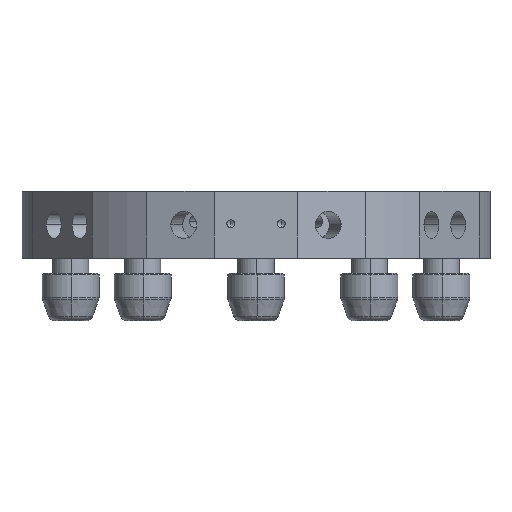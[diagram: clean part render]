
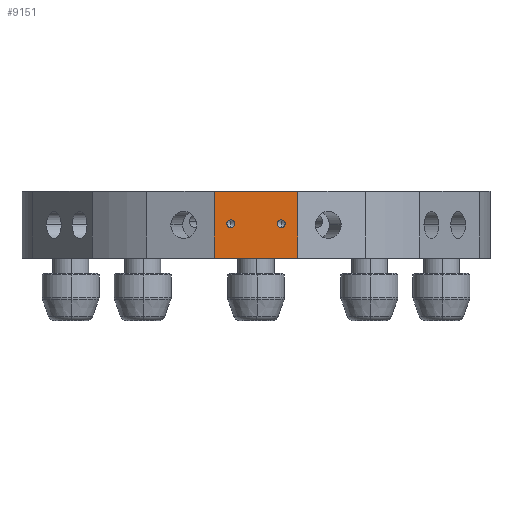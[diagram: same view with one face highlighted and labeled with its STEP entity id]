
A CAD part, left-side view. The second image highlights one B-rep face of the part: STEP entity #9151.
In plain terms, the highlighted planar face has unit normal (-1, 0, 0).
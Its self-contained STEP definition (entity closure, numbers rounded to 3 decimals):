
#269 = DIRECTION ( 'NONE',  ( 1., 0., 0. ) ) ;
#271 = CARTESIAN_POINT ( 'NONE',  ( -73.5, 35.008, 213.189 ) ) ;
#273 = PLANE ( 'NONE',  #16629 ) ;
#274 = DIRECTION ( 'NONE',  ( 0., 0., -1. ) ) ;
#1264 = CARTESIAN_POINT ( 'NONE',  ( -73.5, 8., 11.43 ) ) ;
#1276 = CARTESIAN_POINT ( 'NONE',  ( -73.5, -8., 11.43 ) ) ;
#2022 = VERTEX_POINT ( 'NONE', #9877 ) ;
#2400 = VERTEX_POINT ( 'NONE', #11121 ) ;
#2404 = VERTEX_POINT ( 'NONE', #11124 ) ;
#2425 = VERTEX_POINT ( 'NONE', #11143 ) ;
#2444 = VERTEX_POINT ( 'NONE', #11160 ) ;
#2447 = VERTEX_POINT ( 'NONE', #11163 ) ;
#4009 = EDGE_CURVE ( 'NONE', #17036, #2444, #17263, .T. ) ;
#4016 = EDGE_CURVE ( 'NONE', #17048, #2425, #17274, .T. ) ;
#6390 = ORIENTED_EDGE ( 'NONE', *, *, #7802, .T. ) ;
#6391 = ORIENTED_EDGE ( 'NONE', *, *, #4009, .T. ) ;
#6392 = ORIENTED_EDGE ( 'NONE', *, *, #7803, .T. ) ;
#6393 = ORIENTED_EDGE ( 'NONE', *, *, #4016, .T. ) ;
#6394 = ORIENTED_EDGE ( 'NONE', *, *, #7804, .F. ) ;
#6395 = ORIENTED_EDGE ( 'NONE', *, *, #7805, .T. ) ;
#6396 = ORIENTED_EDGE ( 'NONE', *, *, #7806, .T. ) ;
#6397 = ORIENTED_EDGE ( 'NONE', *, *, #7807, .T. ) ;
#7348 = EDGE_LOOP ( 'NONE', ( #6392, #6393 ) ) ;
#7401 = EDGE_LOOP ( 'NONE', ( #6394, #6395, #6396, #6397 ) ) ;
#7404 = EDGE_LOOP ( 'NONE', ( #6390, #6391 ) ) ;
#7802 = EDGE_CURVE ( 'NONE', #2444, #17036, #17615, .T. ) ;
#7803 = EDGE_CURVE ( 'NONE', #2425, #17048, #17616, .T. ) ;
#7804 = EDGE_CURVE ( 'NONE', #2404, #2022, #17617, .T. ) ;
#7805 = EDGE_CURVE ( 'NONE', #2404, #2400, #17618, .T. ) ;
#7806 = EDGE_CURVE ( 'NONE', #2400, #2447, #17610, .T. ) ;
#7807 = EDGE_CURVE ( 'NONE', #2447, #2022, #17622, .T. ) ;
#9151 = ADVANCED_FACE ( 'NONE', ( #17899, #17903, #17886 ), #273, .F. ) ;
#9877 = CARTESIAN_POINT ( 'NONE',  ( -73.5, 13.259, 21.1 ) ) ;
#11121 = CARTESIAN_POINT ( 'NONE',  ( -73.5, -13.259, 0.1 ) ) ;
#11124 = CARTESIAN_POINT ( 'NONE',  ( -73.5, 13.259, 0.1 ) ) ;
#11143 = CARTESIAN_POINT ( 'NONE',  ( -73.5, -8., 8.971 ) ) ;
#11160 = CARTESIAN_POINT ( 'NONE',  ( -73.5, 8., 8.971 ) ) ;
#11163 = CARTESIAN_POINT ( 'NONE',  ( -73.5, -13.259, 21.1 ) ) ;
#16359 = AXIS2_PLACEMENT_3D ( 'NONE', #18610, #18611, #18612 ) ;
#16362 = AXIS2_PLACEMENT_3D ( 'NONE', #18627, #18628, #18629 ) ;
#16497 = AXIS2_PLACEMENT_3D ( 'NONE', #19901, #19902, #19903 ) ;
#16498 = AXIS2_PLACEMENT_3D ( 'NONE', #19906, #19907, #19908 ) ;
#16629 = AXIS2_PLACEMENT_3D ( 'NONE', #271, #269, #274 ) ;
#17036 = VERTEX_POINT ( 'NONE', #1264 ) ;
#17048 = VERTEX_POINT ( 'NONE', #1276 ) ;
#17263 = CIRCLE ( 'NONE', #16359, 1.229 ) ;
#17274 = CIRCLE ( 'NONE', #16362, 1.229 ) ;
#17610 = LINE ( 'NONE', #19905, #17623 ) ;
#17615 = CIRCLE ( 'NONE', #16497, 1.229 ) ;
#17616 = CIRCLE ( 'NONE', #16498, 1.229 ) ;
#17617 = LINE ( 'NONE', #19899, #17619 ) ;
#17618 = LINE ( 'NONE', #19909, #17621 ) ;
#17619 = VECTOR ( 'NONE', #19900, 1000. ) ;
#17621 = VECTOR ( 'NONE', #19911, 1000. ) ;
#17622 = LINE ( 'NONE', #19913, #17625 ) ;
#17623 = VECTOR ( 'NONE', #19912, 1000. ) ;
#17625 = VECTOR ( 'NONE', #19914, 1000. ) ;
#17886 = FACE_OUTER_BOUND ( 'NONE', #7401, .T. ) ;
#17899 = FACE_BOUND ( 'NONE', #7404, .T. ) ;
#17903 = FACE_BOUND ( 'NONE', #7348, .T. ) ;
#18610 = CARTESIAN_POINT ( 'NONE',  ( -73.5, 8., 10.2 ) ) ;
#18611 = DIRECTION ( 'NONE',  ( 1., 0., 0. ) ) ;
#18612 = DIRECTION ( 'NONE',  ( 0., 0., -1. ) ) ;
#18627 = CARTESIAN_POINT ( 'NONE',  ( -73.5, -8., 10.2 ) ) ;
#18628 = DIRECTION ( 'NONE',  ( 1., 0., 0. ) ) ;
#18629 = DIRECTION ( 'NONE',  ( 0., 0., -1. ) ) ;
#19899 = CARTESIAN_POINT ( 'NONE',  ( -73.5, 13.259, 213.189 ) ) ;
#19900 = DIRECTION ( 'NONE',  ( 0., 0., 1. ) ) ;
#19901 = CARTESIAN_POINT ( 'NONE',  ( -73.5, 8., 10.2 ) ) ;
#19902 = DIRECTION ( 'NONE',  ( 1., 0., 0. ) ) ;
#19903 = DIRECTION ( 'NONE',  ( 0., 0., -1. ) ) ;
#19905 = CARTESIAN_POINT ( 'NONE',  ( -73.5, -13.259, 213.189 ) ) ;
#19906 = CARTESIAN_POINT ( 'NONE',  ( -73.5, -8., 10.2 ) ) ;
#19907 = DIRECTION ( 'NONE',  ( 1., 0., 0. ) ) ;
#19908 = DIRECTION ( 'NONE',  ( 0., 0., -1. ) ) ;
#19909 = CARTESIAN_POINT ( 'NONE',  ( -73.5, -13.259, 0.1 ) ) ;
#19911 = DIRECTION ( 'NONE',  ( 0., -1., 0. ) ) ;
#19912 = DIRECTION ( 'NONE',  ( 0., 0., 1. ) ) ;
#19913 = CARTESIAN_POINT ( 'NONE',  ( -73.5, 35.008, 21.1 ) ) ;
#19914 = DIRECTION ( 'NONE',  ( 0., 1., 0. ) ) ;
